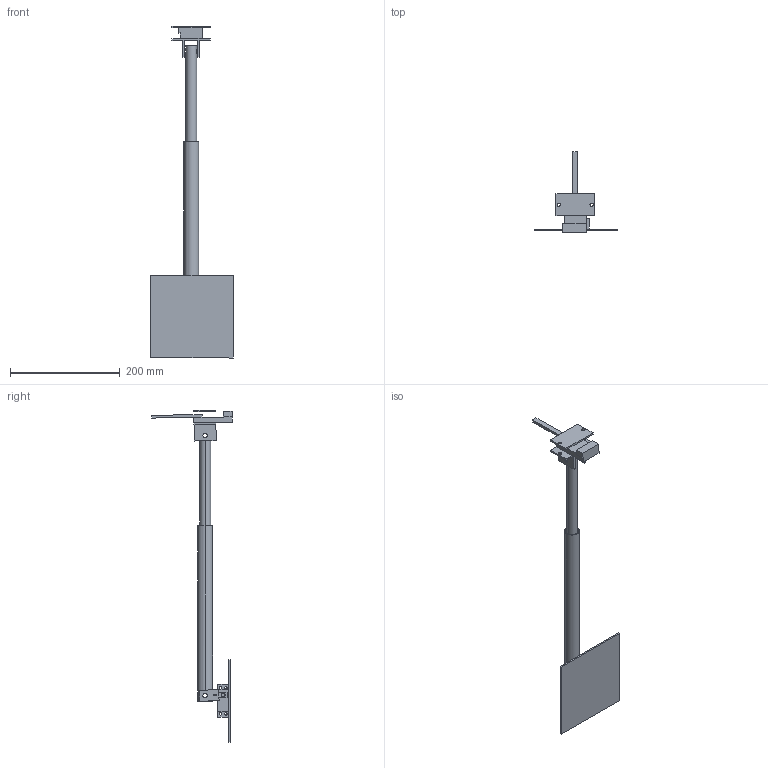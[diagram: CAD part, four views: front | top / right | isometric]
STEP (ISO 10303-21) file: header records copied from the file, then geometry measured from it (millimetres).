
FILE_DESCRIPTION (( 'STEP AP203' ), '1' );
FILE_NAME ('actuator.edited.STEP', '2019-05-03T07:30:37', ( '' ), ( '' ), 'SwSTEP 2.0', 'SolidWorks 2018', '' );
FILE_SCHEMA (( 'CONFIG_CONTROL_DESIGN' ));
Length unit declared in the file: millimetre
Products named in the file (10): Small rod; servo_rotational; Rear clamp; actuator.edited; Pedal clamp; Lever; Gas pedal; servo arm; Big rod; part 8
Assembly tree (9 placements, depth 2):
  actuator.edited
    Big rod
    Small rod
    Pedal clamp
    Gas pedal
    Rear clamp
    Lever
    servo_rotational
    servo arm
    part 8
Bounding box: 150 x 147.14 x 605.67 mm (x, y, z)
Volume: 236415.8 mm3; surface area: 183928 mm2
Topology: 9 solids, 9 shells, 155 faces, 407 edges, 265 vertices
Faces by surface type: plane 95, cylinder 60
Entity records: 6649 total; most frequent: CARTESIAN_POINT 1627, ORIENTED_EDGE 814, DIRECTION 813, EDGE_CURVE 407, VECTOR 287, LINE 287, VERTEX_POINT 265, AXIS2_PLACEMENT_3D 263
